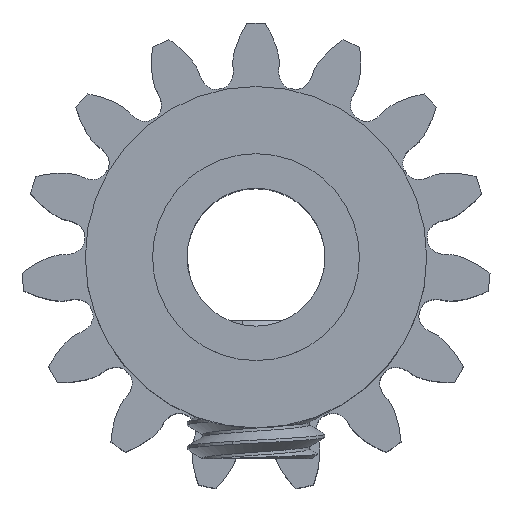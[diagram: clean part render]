
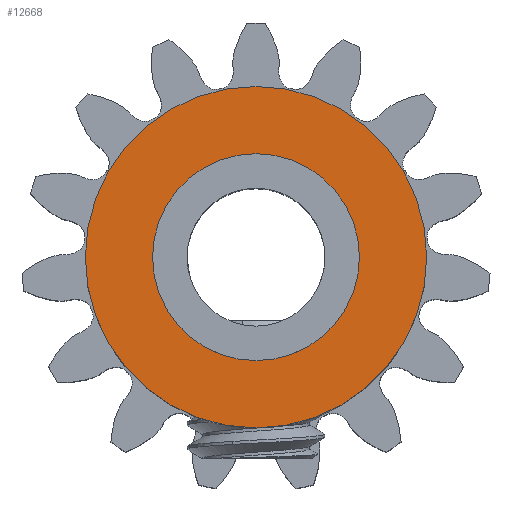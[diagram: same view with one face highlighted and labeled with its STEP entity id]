
A CAD part, top view. The second image highlights one B-rep face of the part: STEP entity #12668.
In plain terms, the highlighted planar face has unit normal (0, 0, 1).
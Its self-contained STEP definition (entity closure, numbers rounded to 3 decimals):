
#709 = AXIS2_PLACEMENT_3D ( 'NONE', #978, #4715, #6531 ) ;
#978 = CARTESIAN_POINT ( 'NONE',  ( -0.457, 6.437, 11.5 ) ) ;
#1709 = CARTESIAN_POINT ( 'NONE',  ( 0., 0., 11.5 ) ) ;
#1783 = FACE_OUTER_BOUND ( 'NONE', #1904, .T. ) ;
#1904 = EDGE_LOOP ( 'NONE', ( #21228, #14968 ) ) ;
#2832 = EDGE_CURVE ( 'NONE', #22720, #12574, #18994, .T. ) ;
#3107 = VERTEX_POINT ( 'NONE', #8231 ) ;
#3217 = CIRCLE ( 'NONE', #20196, 4.95 ) ;
#3453 = FACE_BOUND ( 'NONE', #8255, .T. ) ;
#3554 = AXIS2_PLACEMENT_3D ( 'NONE', #4248, #22039, #5823 ) ;
#4248 = CARTESIAN_POINT ( 'NONE',  ( 0., 0., 11.5 ) ) ;
#4565 = CARTESIAN_POINT ( 'NONE',  ( -3., 0., 11.5 ) ) ;
#4715 = DIRECTION ( 'NONE',  ( 0., 0., -1. ) ) ;
#5823 = DIRECTION ( 'NONE',  ( -1., 0., 0. ) ) ;
#5912 = EDGE_CURVE ( 'NONE', #3107, #18089, #3217, .T. ) ;
#6306 = PLANE ( 'NONE',  #709 ) ;
#6531 = DIRECTION ( 'NONE',  ( -1., 0., 0. ) ) ;
#7062 = EDGE_CURVE ( 'NONE', #18089, #3107, #22307, .T. ) ;
#7373 = CARTESIAN_POINT ( 'NONE',  ( 0., 0., 11.5 ) ) ;
#8231 = CARTESIAN_POINT ( 'NONE',  ( -4.95, 0., 11.5 ) ) ;
#8255 = EDGE_LOOP ( 'NONE', ( #16414, #19184 ) ) ;
#9414 = CARTESIAN_POINT ( 'NONE',  ( 4.95, 0., 11.5 ) ) ;
#9965 = AXIS2_PLACEMENT_3D ( 'NONE', #12418, #22962, #14054 ) ;
#12418 = CARTESIAN_POINT ( 'NONE',  ( 0., 0., 11.5 ) ) ;
#12574 = VERTEX_POINT ( 'NONE', #4565 ) ;
#12668 = ADVANCED_FACE ( 'NONE', ( #1783, #3453 ), #6306, .F. ) ;
#12779 = DIRECTION ( 'NONE',  ( 0., 0., 1. ) ) ;
#14054 = DIRECTION ( 'NONE',  ( 1., 0., 0. ) ) ;
#14247 = DIRECTION ( 'NONE',  ( 0., 0., 1. ) ) ;
#14968 = ORIENTED_EDGE ( 'NONE', *, *, #5912, .T. ) ;
#16041 = DIRECTION ( 'NONE',  ( -1., 0., 0. ) ) ;
#16414 = ORIENTED_EDGE ( 'NONE', *, *, #17369, .F. ) ;
#16444 = DIRECTION ( 'NONE',  ( 1., 0., 0. ) ) ;
#16619 = CIRCLE ( 'NONE', #3554, 3. ) ;
#16857 = AXIS2_PLACEMENT_3D ( 'NONE', #1709, #14247, #16041 ) ;
#17369 = EDGE_CURVE ( 'NONE', #12574, #22720, #16619, .T. ) ;
#18089 = VERTEX_POINT ( 'NONE', #9414 ) ;
#18320 = CARTESIAN_POINT ( 'NONE',  ( 3., 0., 11.5 ) ) ;
#18994 = CIRCLE ( 'NONE', #16857, 3. ) ;
#19184 = ORIENTED_EDGE ( 'NONE', *, *, #2832, .F. ) ;
#20196 = AXIS2_PLACEMENT_3D ( 'NONE', #7373, #12779, #16444 ) ;
#21228 = ORIENTED_EDGE ( 'NONE', *, *, #7062, .T. ) ;
#22039 = DIRECTION ( 'NONE',  ( 0., 0., 1. ) ) ;
#22307 = CIRCLE ( 'NONE', #9965, 4.95 ) ;
#22720 = VERTEX_POINT ( 'NONE', #18320 ) ;
#22962 = DIRECTION ( 'NONE',  ( 0., 0., 1. ) ) ;
